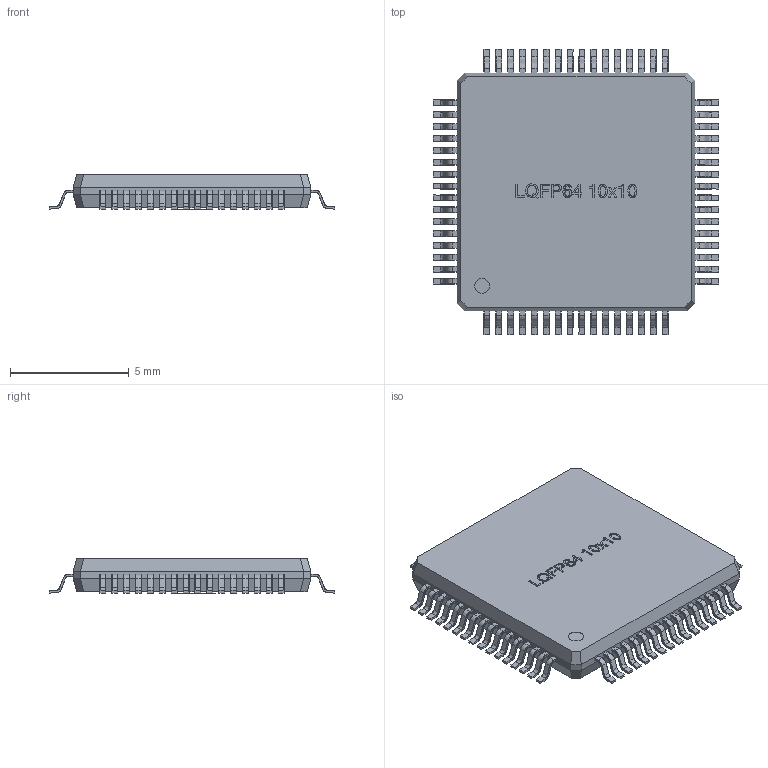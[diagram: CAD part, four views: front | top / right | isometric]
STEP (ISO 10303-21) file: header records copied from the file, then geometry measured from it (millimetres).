
FILE_DESCRIPTION (( 'STEP AP214' ), '1' );
FILE_NAME ('LQFP64 10x10_N.STEP', '2018-02-01T02:55:22', ( 'Microsoft' ), ( 'Microsoft' ), 'SwSTEP 2.0', 'SolidWorks 2016', '' );
FILE_SCHEMA (( 'AUTOMOTIVE_DESIGN' ));
Length unit declared in the file: millimetre
Products named in the file (5): LQFP64 10x10_N; LQFP64-10x10; LOGOԲ0.5; 竘褐_0.25; LQFP64_10x10__呿极
Assembly tree (67 placements, depth 3):
  LQFP64 10x10_N
    LQFP64-10x10
      LQFP64_10x10__呿极
      竘褐_0.25  x64
      LOGOԲ0.5
Bounding box: 12 x 12 x 1.46 mm (x, y, z)
Volume: 138.8 mm3; surface area: 310.8 mm2
Topology: 65 solids, 79 shells, 2184 faces, 4990 edges, 2980 vertices
Faces by surface type: plane 811, cylinder 786, torus 448, bspline 139
Entity records: 15277 total; most frequent: CARTESIAN_POINT 4974, ORIENTED_EDGE 1408, DIRECTION 1200, EDGE_CURVE 706, VECTOR 488, LINE 488, VERTEX_POINT 460, AXIS2_PLACEMENT_3D 356
